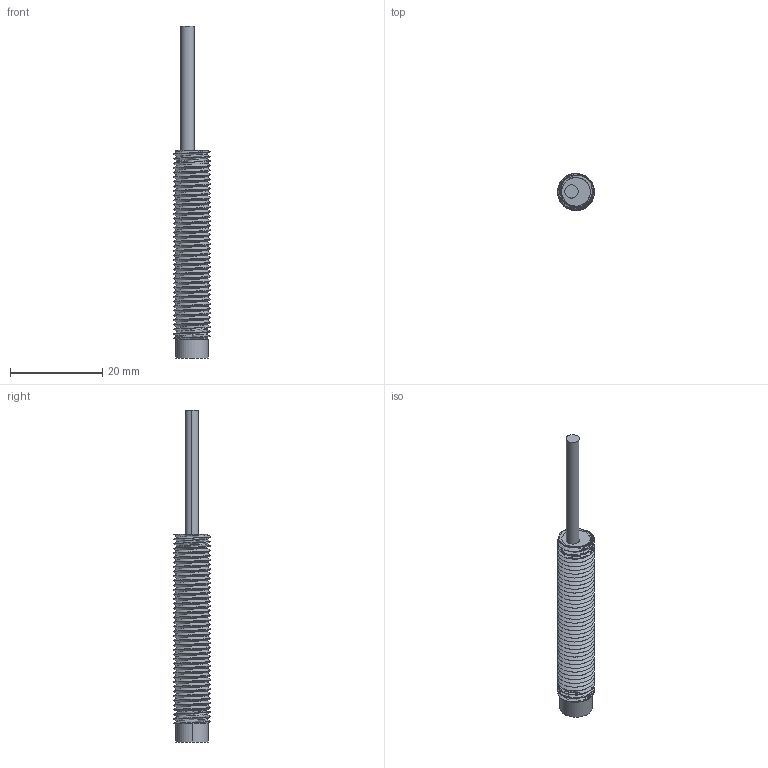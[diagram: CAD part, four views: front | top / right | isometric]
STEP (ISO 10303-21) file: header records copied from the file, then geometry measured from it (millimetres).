
FILE_DESCRIPTION (( 'STEP AP203' ), '1' );
FILE_NAME ('蚾饜极-I1SN-M0802N-O3U2.STEP', '2018-12-25T09:27:40', ( '' ), ( '' ), 'SwSTEP 2.0', 'SolidWorks 2017', '' );
FILE_SCHEMA (( 'CONFIG_CONTROL_DESIGN' ));
Length unit declared in the file: millimetre
Products named in the file (5): 錨璃-萇擢﹝; 錨璃-覜茼褲 - 繞堤; 零件-标准型露出管子; 蚾饜极-I1SN-M0802N-O3U2; 錨璃-產薛M8
Assembly tree (4 placements, depth 2):
  蚾饜极-I1SN-M0802N-O3U2
    錨璃-產薛M8
    錨璃-萇擢﹝
    零件-标准型露出管子
    錨璃-覜茼褲 - 繞堤
Bounding box: 8 x 8 x 72 mm (x, y, z)
Volume: 826.3 mm3; surface area: 2958.3 mm2
Topology: 4 solids, 4 shells, 101 faces, 279 edges, 186 vertices
Faces by surface type: cylinder 91, plane 8, bspline 2
Entity records: 8751 total; most frequent: CARTESIAN_POINT 6143, ORIENTED_EDGE 558, DIRECTION 338, EDGE_CURVE 279, VERTEX_POINT 186, AXIS2_PLACEMENT_3D 124, EDGE_LOOP 103, ADVANCED_FACE 101
